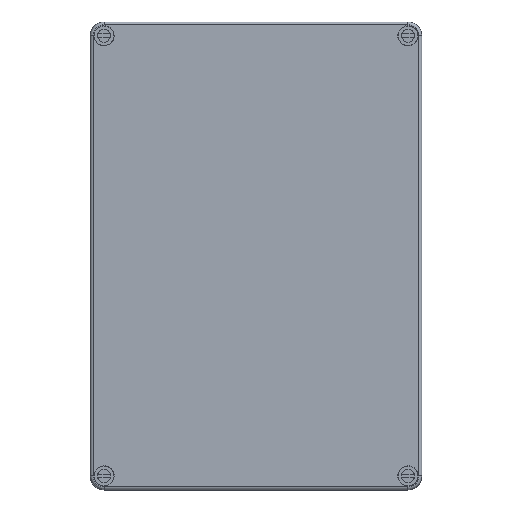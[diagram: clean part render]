
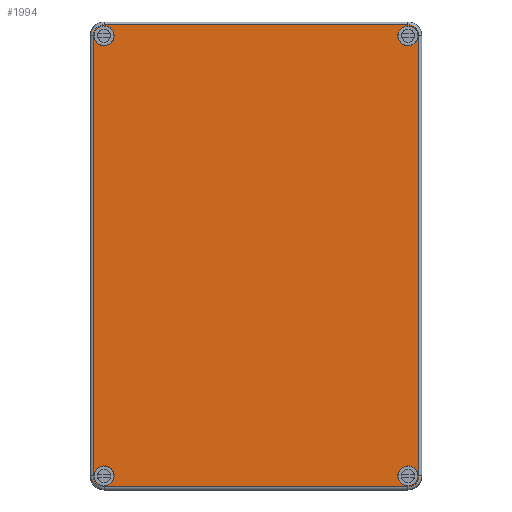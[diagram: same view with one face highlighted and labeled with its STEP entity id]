
A CAD part, top view. The second image highlights one B-rep face of the part: STEP entity #1994.
In plain terms, the highlighted planar face has unit normal (0, 0, 1).
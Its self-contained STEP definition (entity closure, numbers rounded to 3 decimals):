
#1994 = ADVANCED_FACE( '', ( #4273, #4274, #4275, #4276, #4277 ), #4278, .T. );
#4273 = FACE_OUTER_BOUND( '', #6624, .T. );
#4274 = FACE_BOUND( '', #6625, .T. );
#4275 = FACE_BOUND( '', #6626, .T. );
#4276 = FACE_BOUND( '', #6627, .T. );
#4277 = FACE_BOUND( '', #6628, .T. );
#4278 = PLANE( '', #6629 );
#6624 = EDGE_LOOP( '', ( #11791, #11792, #11793, #11794, #11795, #11796, #11797, #11798 ) );
#6625 = EDGE_LOOP( '', ( #11799 ) );
#6626 = EDGE_LOOP( '', ( #11800 ) );
#6627 = EDGE_LOOP( '', ( #11801 ) );
#6628 = EDGE_LOOP( '', ( #11802 ) );
#6629 = AXIS2_PLACEMENT_3D( '', #11803, #11804, #11805 );
#11791 = ORIENTED_EDGE( '', *, *, #13237, .F. );
#11792 = ORIENTED_EDGE( '', *, *, #14526, .F. );
#11793 = ORIENTED_EDGE( '', *, *, #14330, .T. );
#11794 = ORIENTED_EDGE( '', *, *, #12899, .F. );
#11795 = ORIENTED_EDGE( '', *, *, #14248, .T. );
#11796 = ORIENTED_EDGE( '', *, *, #13417, .T. );
#11797 = ORIENTED_EDGE( '', *, *, #13438, .F. );
#11798 = ORIENTED_EDGE( '', *, *, #13105, .T. );
#11799 = ORIENTED_EDGE( '', *, *, #14440, .T. );
#11800 = ORIENTED_EDGE( '', *, *, #14187, .T. );
#11801 = ORIENTED_EDGE( '', *, *, #12815, .T. );
#11802 = ORIENTED_EDGE( '', *, *, #14326, .T. );
#11803 = CARTESIAN_POINT( '', ( 0., 0., 18. ) );
#11804 = DIRECTION( '', ( 0., 0., 1. ) );
#11805 = DIRECTION( '', ( 1., 0., 0. ) );
#12815 = EDGE_CURVE( '', #15198, #15198, #15199, .T. );
#12899 = EDGE_CURVE( '', #15338, #15339, #15340, .T. );
#13105 = EDGE_CURVE( '', #15669, #15667, #15670, .T. );
#13237 = EDGE_CURVE( '', #15887, #15667, #15888, .T. );
#13417 = EDGE_CURVE( '', #16172, #16173, #16174, .T. );
#13438 = EDGE_CURVE( '', #15669, #16173, #16203, .T. );
#14187 = EDGE_CURVE( '', #17269, #17269, #17270, .T. );
#14248 = EDGE_CURVE( '', #15338, #16172, #17347, .T. );
#14326 = EDGE_CURVE( '', #17438, #17438, #17439, .T. );
#14330 = EDGE_CURVE( '', #17443, #15339, #17444, .T. );
#14440 = EDGE_CURVE( '', #17572, #17572, #17573, .T. );
#14526 = EDGE_CURVE( '', #17443, #15887, #17671, .T. );
#15198 = VERTEX_POINT( '', #18535 );
#15199 = CIRCLE( '', #18536, 5.5 );
#15338 = VERTEX_POINT( '', #18706 );
#15339 = VERTEX_POINT( '', #18707 );
#15340 = LINE( '', #18708, #18709 );
#15667 = VERTEX_POINT( '', #19141 );
#15669 = VERTEX_POINT( '', #19143 );
#15670 = LINE( '', #19144, #19145 );
#15887 = VERTEX_POINT( '', #19473 );
#15888 = CIRCLE( '', #19474, 5.942 );
#16172 = VERTEX_POINT( '', #19832 );
#16173 = VERTEX_POINT( '', #19833 );
#16174 = LINE( '', #19834, #19835 );
#16203 = CIRCLE( '', #19872, 5.942 );
#17269 = VERTEX_POINT( '', #21272 );
#17270 = CIRCLE( '', #21273, 5.5 );
#17347 = CIRCLE( '', #21370, 5.942 );
#17438 = VERTEX_POINT( '', #21485 );
#17439 = CIRCLE( '', #21486, 5.5 );
#17443 = VERTEX_POINT( '', #21491 );
#17444 = CIRCLE( '', #21492, 5.942 );
#17572 = VERTEX_POINT( '', #21652 );
#17573 = CIRCLE( '', #21653, 5.5 );
#17671 = LINE( '', #21776, #21777 );
#18535 = CARTESIAN_POINT( '', ( 77., 119.5, 18. ) );
#18536 = AXIS2_PLACEMENT_3D( '', #22384, #22385, #22386 );
#18706 = CARTESIAN_POINT( '', ( 88.442, 119.5, 18. ) );
#18707 = CARTESIAN_POINT( '', ( 88.442, -119.5, 18. ) );
#18708 = CARTESIAN_POINT( '', ( 88.442, 150., 18. ) );
#18709 = VECTOR( '', #22508, 1000. );
#19141 = CARTESIAN_POINT( '', ( -88.442, -119.5, 18. ) );
#19143 = CARTESIAN_POINT( '', ( -88.442, 119.5, 18. ) );
#19144 = CARTESIAN_POINT( '', ( -88.442, 150., 18. ) );
#19145 = VECTOR( '', #22761, 1000. );
#19473 = CARTESIAN_POINT( '', ( -82.5, -125.442, 18. ) );
#19474 = AXIS2_PLACEMENT_3D( '', #22952, #22953, #22954 );
#19832 = CARTESIAN_POINT( '', ( 82.5, 125.442, 18. ) );
#19833 = CARTESIAN_POINT( '', ( -82.5, 125.442, 18. ) );
#19834 = CARTESIAN_POINT( '', ( 100., 125.442, 18. ) );
#19835 = VECTOR( '', #23206, 1000. );
#19872 = AXIS2_PLACEMENT_3D( '', #23236, #23237, #23238 );
#21272 = CARTESIAN_POINT( '', ( 77., -119.5, 18. ) );
#21273 = AXIS2_PLACEMENT_3D( '', #24135, #24136, #24137 );
#21370 = AXIS2_PLACEMENT_3D( '', #24200, #24201, #24202 );
#21485 = CARTESIAN_POINT( '', ( -88., 119.5, 18. ) );
#21486 = AXIS2_PLACEMENT_3D( '', #24278, #24279, #24280 );
#21491 = CARTESIAN_POINT( '', ( 82.5, -125.442, 18. ) );
#21492 = AXIS2_PLACEMENT_3D( '', #24282, #24283, #24284 );
#21652 = CARTESIAN_POINT( '', ( -88., -119.5, 18. ) );
#21653 = AXIS2_PLACEMENT_3D( '', #24380, #24381, #24382 );
#21776 = CARTESIAN_POINT( '', ( 100., -125.442, 18. ) );
#21777 = VECTOR( '', #24447, 1000. );
#22384 = CARTESIAN_POINT( '', ( 82.5, 119.5, 18. ) );
#22385 = DIRECTION( '', ( 0., 0., -1. ) );
#22386 = DIRECTION( '', ( -1., 0., 0. ) );
#22508 = DIRECTION( '', ( 0., -1., 0. ) );
#22761 = DIRECTION( '', ( 0., -1., 0. ) );
#22952 = CARTESIAN_POINT( '', ( -82.5, -119.5, 18. ) );
#22953 = DIRECTION( '', ( 0., 0., -1. ) );
#22954 = DIRECTION( '', ( -1., 0., 0. ) );
#23206 = DIRECTION( '', ( -1., 0., 0. ) );
#23236 = CARTESIAN_POINT( '', ( -82.5, 119.5, 18. ) );
#23237 = DIRECTION( '', ( 0., 0., -1. ) );
#23238 = DIRECTION( '', ( -1., 0., 0. ) );
#24135 = CARTESIAN_POINT( '', ( 82.5, -119.5, 18. ) );
#24136 = DIRECTION( '', ( 0., 0., -1. ) );
#24137 = DIRECTION( '', ( -1., 0., 0. ) );
#24200 = CARTESIAN_POINT( '', ( 82.5, 119.5, 18. ) );
#24201 = DIRECTION( '', ( 0., 0., 1. ) );
#24202 = DIRECTION( '', ( 1., 0., 0. ) );
#24278 = CARTESIAN_POINT( '', ( -82.5, 119.5, 18. ) );
#24279 = DIRECTION( '', ( 0., 0., -1. ) );
#24280 = DIRECTION( '', ( -1., 0., 0. ) );
#24282 = CARTESIAN_POINT( '', ( 82.5, -119.5, 18. ) );
#24283 = DIRECTION( '', ( 0., 0., 1. ) );
#24284 = DIRECTION( '', ( 1., 0., 0. ) );
#24380 = CARTESIAN_POINT( '', ( -82.5, -119.5, 18. ) );
#24381 = DIRECTION( '', ( 0., 0., -1. ) );
#24382 = DIRECTION( '', ( -1., 0., 0. ) );
#24447 = DIRECTION( '', ( -1., 0., 0. ) );
